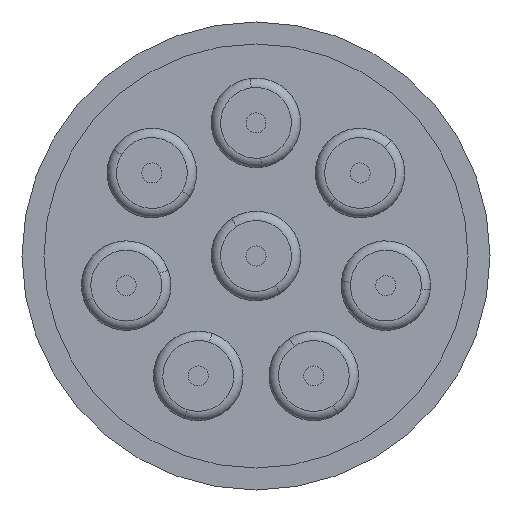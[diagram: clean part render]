
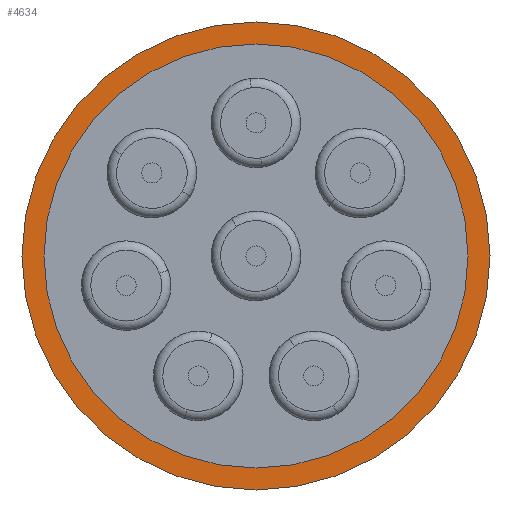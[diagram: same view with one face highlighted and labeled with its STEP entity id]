
A CAD part, front view. The second image highlights one B-rep face of the part: STEP entity #4634.
In plain terms, the highlighted planar face has unit normal (0, -1, 0).
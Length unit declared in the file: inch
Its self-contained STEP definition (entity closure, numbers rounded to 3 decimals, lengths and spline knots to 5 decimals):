
#148 = DIRECTION ( 'NONE',  ( 0., 0., 1. ) ) ;
#198 = DIRECTION ( 'NONE',  ( 0., 1., 0. ) ) ;
#279 = AXIS2_PLACEMENT_3D ( 'NONE', #629, #198, #5264 ) ;
#309 = FACE_BOUND ( 'NONE', #5825, .T. ) ;
#391 = EDGE_CURVE ( 'NONE', #2738, #4287, #5691, .T. ) ;
#533 = ORIENTED_EDGE ( 'NONE', *, *, #4504, .T. ) ;
#584 = CARTESIAN_POINT ( 'NONE',  ( 0., 0., -0.3735 ) ) ;
#629 = CARTESIAN_POINT ( 'NONE',  ( 0., 0., 0. ) ) ;
#666 = CIRCLE ( 'NONE', #4359, 0.3735 ) ;
#1023 = DIRECTION ( 'NONE',  ( 0., 1., 0. ) ) ;
#1444 = ORIENTED_EDGE ( 'NONE', *, *, #5147, .F. ) ;
#1725 = DIRECTION ( 'NONE',  ( 0., 0., 1. ) ) ;
#1971 = AXIS2_PLACEMENT_3D ( 'NONE', #4089, #3419, #5240 ) ;
#2104 = PLANE ( 'NONE',  #3022 ) ;
#2342 = EDGE_LOOP ( 'NONE', ( #3187, #1444 ) ) ;
#2540 = CIRCLE ( 'NONE', #279, 0.3385 ) ;
#2582 = DIRECTION ( 'NONE',  ( 0., 1., 0. ) ) ;
#2631 = DIRECTION ( 'NONE',  ( 0., -1., 0. ) ) ;
#2738 = VERTEX_POINT ( 'NONE', #5040 ) ;
#3022 = AXIS2_PLACEMENT_3D ( 'NONE', #3030, #2631, #4875 ) ;
#3030 = CARTESIAN_POINT ( 'NONE',  ( -0.3385, 0., 0. ) ) ;
#3062 = EDGE_CURVE ( 'NONE', #5357, #4430, #4543, .T. ) ;
#3187 = ORIENTED_EDGE ( 'NONE', *, *, #3062, .F. ) ;
#3419 = DIRECTION ( 'NONE',  ( 0., 1., 0. ) ) ;
#3480 = CARTESIAN_POINT ( 'NONE',  ( 0., 0., 0. ) ) ;
#3782 = CARTESIAN_POINT ( 'NONE',  ( 0., 0., 0. ) ) ;
#4034 = CARTESIAN_POINT ( 'NONE',  ( 0., 0., -0.3385 ) ) ;
#4089 = CARTESIAN_POINT ( 'NONE',  ( 0., 0., 0. ) ) ;
#4196 = ORIENTED_EDGE ( 'NONE', *, *, #391, .T. ) ;
#4287 = VERTEX_POINT ( 'NONE', #4034 ) ;
#4359 = AXIS2_PLACEMENT_3D ( 'NONE', #3782, #1023, #148 ) ;
#4430 = VERTEX_POINT ( 'NONE', #584 ) ;
#4504 = EDGE_CURVE ( 'NONE', #4287, #2738, #2540, .T. ) ;
#4543 = CIRCLE ( 'NONE', #5102, 0.3735 ) ;
#4634 = ADVANCED_FACE ( 'NONE', ( #309, #5800 ), #2104, .T. ) ;
#4875 = DIRECTION ( 'NONE',  ( 0., 0., -1. ) ) ;
#5040 = CARTESIAN_POINT ( 'NONE',  ( 0., 0., 0.3385 ) ) ;
#5102 = AXIS2_PLACEMENT_3D ( 'NONE', #3480, #2582, #1725 ) ;
#5147 = EDGE_CURVE ( 'NONE', #4430, #5357, #666, .T. ) ;
#5240 = DIRECTION ( 'NONE',  ( 0., 0., 1. ) ) ;
#5264 = DIRECTION ( 'NONE',  ( 0., 0., 1. ) ) ;
#5357 = VERTEX_POINT ( 'NONE', #5696 ) ;
#5691 = CIRCLE ( 'NONE', #1971, 0.3385 ) ;
#5696 = CARTESIAN_POINT ( 'NONE',  ( 0., 0., 0.3735 ) ) ;
#5800 = FACE_OUTER_BOUND ( 'NONE', #2342, .T. ) ;
#5825 = EDGE_LOOP ( 'NONE', ( #4196, #533 ) ) ;
